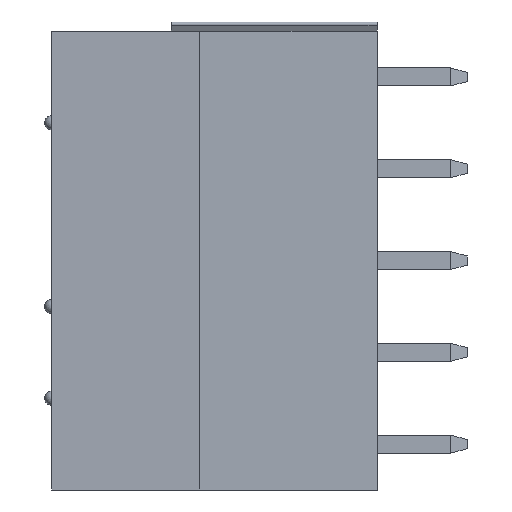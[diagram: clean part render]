
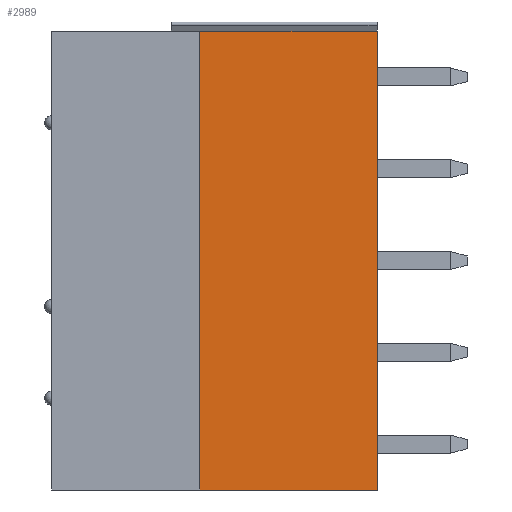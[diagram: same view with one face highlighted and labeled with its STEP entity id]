
A CAD part, left-side view. The second image highlights one B-rep face of the part: STEP entity #2989.
In plain terms, the highlighted planar face has unit normal (-1, 0, 0).
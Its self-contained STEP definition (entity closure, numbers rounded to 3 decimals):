
#54=DIRECTION('',(0.,-1.,0.));
#55=VECTOR('',#54,9.8);
#56=CARTESIAN_POINT('',(-5.603,0.8,-22.86));
#57=LINE('',#56,#55);
#111=DIRECTION('',(0.,0.,1.));
#112=VECTOR('',#111,25.4);
#113=CARTESIAN_POINT('',(-5.603,-9.,-22.86));
#114=LINE('',#113,#112);
#260=DIRECTION('',(0.,0.,1.));
#261=VECTOR('',#260,25.4);
#262=CARTESIAN_POINT('',(-5.603,0.8,-22.86));
#263=LINE('',#262,#261);
#464=DIRECTION('',(0.,-1.,0.));
#465=VECTOR('',#464,9.8);
#466=CARTESIAN_POINT('',(-5.603,0.8,2.54));
#467=LINE('',#466,#465);
#2187=CARTESIAN_POINT('',(-5.603,0.8,-22.86));
#2188=VERTEX_POINT('',#2187);
#2189=CARTESIAN_POINT('',(-5.603,-9.,-22.86));
#2190=VERTEX_POINT('',#2189);
#2205=CARTESIAN_POINT('',(-5.603,0.8,2.54));
#2206=VERTEX_POINT('',#2205);
#2207=CARTESIAN_POINT('',(-5.603,-9.,2.54));
#2208=VERTEX_POINT('',#2207);
#2976=CARTESIAN_POINT('',(-5.603,0.8,-22.86));
#2977=DIRECTION('',(-1.,0.,0.));
#2978=DIRECTION('',(0.,-1.,0.));
#2979=AXIS2_PLACEMENT_3D('',#2976,#2977,#2978);
#2980=PLANE('',#2979);
#2981=ORIENTED_EDGE('',*,*,#2762,.F.);
#2983=ORIENTED_EDGE('',*,*,#2982,.T.);
#2985=ORIENTED_EDGE('',*,*,#2984,.T.);
#2986=ORIENTED_EDGE('',*,*,#2817,.F.);
#2987=EDGE_LOOP('',(#2981,#2983,#2985,#2986));
#2988=FACE_OUTER_BOUND('',#2987,.F.);
#2762=EDGE_CURVE('',#2188,#2190,#57,.T.);
#2817=EDGE_CURVE('',#2190,#2208,#114,.T.);
#2982=EDGE_CURVE('',#2188,#2206,#263,.T.);
#2984=EDGE_CURVE('',#2206,#2208,#467,.T.);
#2989=ADVANCED_FACE('',(#2988),#2980,.T.);
